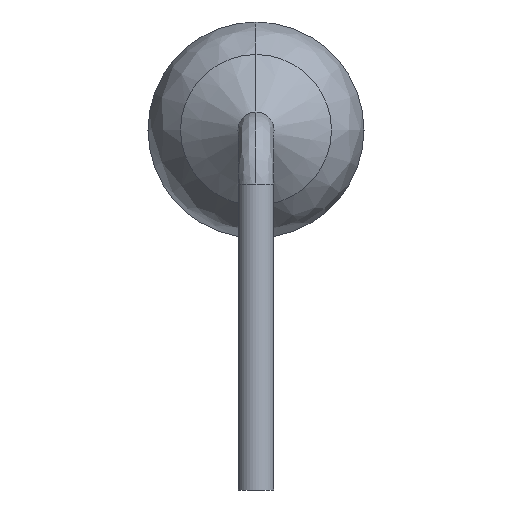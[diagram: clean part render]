
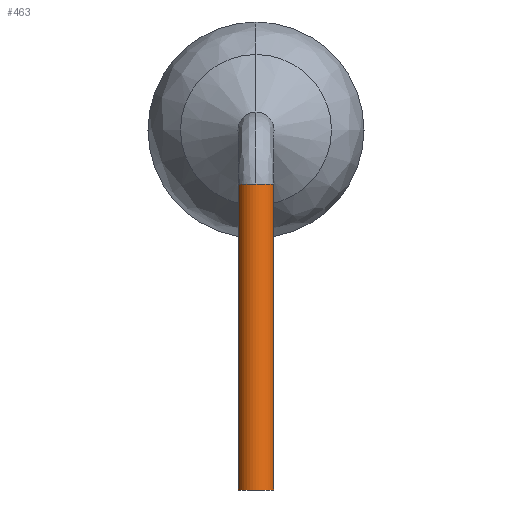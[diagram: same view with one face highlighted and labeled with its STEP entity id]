
A CAD part, left-side view. The second image highlights one B-rep face of the part: STEP entity #463.
In plain terms, the highlighted cylindrical face has radius 0.2 mm (diameter 0.4 mm), a partial arc.
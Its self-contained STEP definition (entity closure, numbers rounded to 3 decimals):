
#33 = VERTEX_POINT ( 'NONE', #442 ) ;
#46 = DIRECTION ( 'NONE',  ( 0., 0., -1. ) ) ;
#48 = EDGE_CURVE ( 'NONE', #869, #460, #502, .T. ) ;
#132 = LINE ( 'NONE', #846, #1164 ) ;
#153 = EDGE_LOOP ( 'NONE', ( #332, #629, #381, #669, #267 ) ) ;
#206 = DIRECTION ( 'NONE',  ( 0., 0., -1. ) ) ;
#230 = CARTESIAN_POINT ( 'NONE',  ( -6.35, 0.2, -4. ) ) ;
#267 = ORIENTED_EDGE ( 'NONE', *, *, #48, .T. ) ;
#330 = CIRCLE ( 'NONE', #700, 0.2 ) ;
#332 = ORIENTED_EDGE ( 'NONE', *, *, #1087, .F. ) ;
#336 = CARTESIAN_POINT ( 'NONE',  ( -6.35, 0., -4. ) ) ;
#339 = DIRECTION ( 'NONE',  ( 0., 0., 1. ) ) ;
#381 = ORIENTED_EDGE ( 'NONE', *, *, #914, .F. ) ;
#427 = CYLINDRICAL_SURFACE ( 'NONE', #1178, 0.2 ) ;
#442 = CARTESIAN_POINT ( 'NONE',  ( -6.55, 0., -0.6 ) ) ;
#454 = CARTESIAN_POINT ( 'NONE',  ( -6.35, 0., -0.6 ) ) ;
#460 = VERTEX_POINT ( 'NONE', #617 ) ;
#463 = ADVANCED_FACE ( 'NONE', ( #697 ), #427, .T. ) ;
#491 = VECTOR ( 'NONE', #1273, 1000. ) ;
#502 = CIRCLE ( 'NONE', #785, 0.2 ) ;
#543 = DIRECTION ( 'NONE',  ( 0., 1., 0. ) ) ;
#617 = CARTESIAN_POINT ( 'NONE',  ( -6.35, -0.2, -4. ) ) ;
#629 = ORIENTED_EDGE ( 'NONE', *, *, #997, .F. ) ;
#637 = DIRECTION ( 'NONE',  ( 0., 1., 0. ) ) ;
#651 = DIRECTION ( 'NONE',  ( -1., 0., 0. ) ) ;
#661 = DIRECTION ( 'NONE',  ( -1., 0., 0. ) ) ;
#669 = ORIENTED_EDGE ( 'NONE', *, *, #1040, .T. ) ;
#695 = CARTESIAN_POINT ( 'NONE',  ( -6.35, 0.2, -0.6 ) ) ;
#697 = FACE_OUTER_BOUND ( 'NONE', #153, .T. ) ;
#700 = AXIS2_PLACEMENT_3D ( 'NONE', #1265, #1261, #661 ) ;
#756 = CARTESIAN_POINT ( 'NONE',  ( -6.35, -0.2, -0.6 ) ) ;
#785 = AXIS2_PLACEMENT_3D ( 'NONE', #336, #1144, #543 ) ;
#846 = CARTESIAN_POINT ( 'NONE',  ( -6.35, 0.2, -0.6 ) ) ;
#857 = CARTESIAN_POINT ( 'NONE',  ( -6.35, -0.2, -0.6 ) ) ;
#869 = VERTEX_POINT ( 'NONE', #230 ) ;
#914 = EDGE_CURVE ( 'NONE', #1224, #33, #330, .T. ) ;
#954 = LINE ( 'NONE', #857, #491 ) ;
#997 = EDGE_CURVE ( 'NONE', #33, #1054, #1096, .T. ) ;
#1040 = EDGE_CURVE ( 'NONE', #1224, #869, #132, .T. ) ;
#1054 = VERTEX_POINT ( 'NONE', #756 ) ;
#1087 = EDGE_CURVE ( 'NONE', #1054, #460, #954, .T. ) ;
#1096 = CIRCLE ( 'NONE', #1257, 0.2 ) ;
#1144 = DIRECTION ( 'NONE',  ( 0., 0., 1. ) ) ;
#1164 = VECTOR ( 'NONE', #46, 1000. ) ;
#1178 = AXIS2_PLACEMENT_3D ( 'NONE', #1233, #206, #637 ) ;
#1224 = VERTEX_POINT ( 'NONE', #695 ) ;
#1233 = CARTESIAN_POINT ( 'NONE',  ( -6.35, 0., -0.6 ) ) ;
#1257 = AXIS2_PLACEMENT_3D ( 'NONE', #454, #339, #651 ) ;
#1261 = DIRECTION ( 'NONE',  ( 0., 0., 1. ) ) ;
#1265 = CARTESIAN_POINT ( 'NONE',  ( -6.35, 0., -0.6 ) ) ;
#1273 = DIRECTION ( 'NONE',  ( 0., 0., -1. ) ) ;
